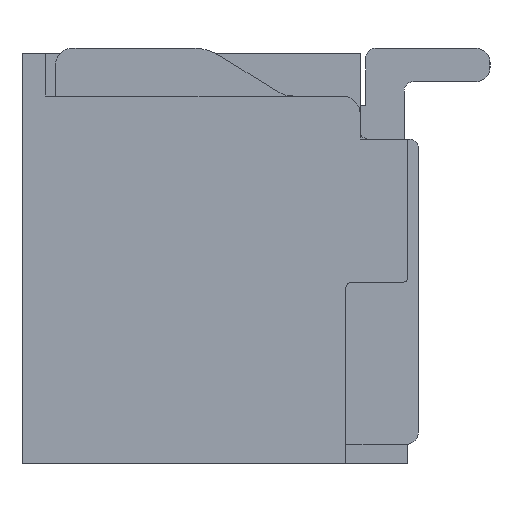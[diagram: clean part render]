
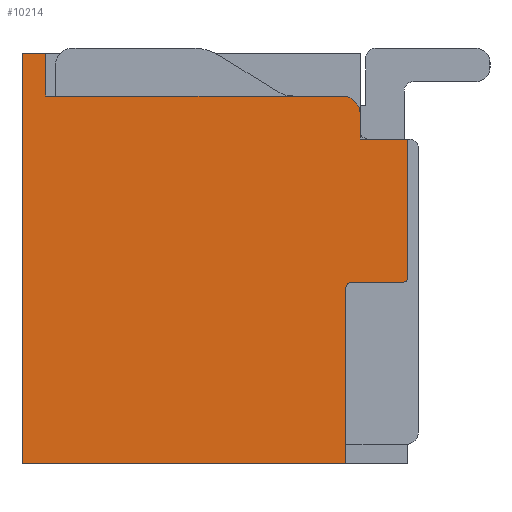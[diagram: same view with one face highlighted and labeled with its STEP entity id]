
A CAD part, left-side view. The second image highlights one B-rep face of the part: STEP entity #10214.
In plain terms, the highlighted planar face has unit normal (-1, 0, 0).
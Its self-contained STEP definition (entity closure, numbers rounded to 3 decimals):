
#117=DIRECTION('',(0.,0.,1.));
#118=VECTOR('',#117,1.448);
#119=CARTESIAN_POINT('',(-7.875,0.,-0.198));
#120=LINE('',#119,#118);
#329=DIRECTION('',(0.,0.,1.));
#330=VECTOR('',#329,4.3);
#331=CARTESIAN_POINT('',(-7.875,4.04,-2.15));
#332=LINE('',#331,#330);
#801=CARTESIAN_POINT('',(-7.875,0.688,1.512));
#802=DIRECTION('',(1.,0.,0.));
#803=DIRECTION('',(0.,0.,1.));
#804=AXIS2_PLACEMENT_3D('',#801,#802,#803);
#806=DIRECTION('',(0.,0.,-1.));
#807=VECTOR('',#806,0.262);
#808=CARTESIAN_POINT('',(-7.875,0.5,1.512));
#809=LINE('',#808,#807);
#810=DIRECTION('',(0.,1.,0.));
#811=VECTOR('',#810,0.5);
#812=CARTESIAN_POINT('',(-7.875,0.,1.25));
#813=LINE('',#812,#811);
#814=CARTESIAN_POINT('',(-7.875,0.052,-0.198));
#815=DIRECTION('',(1.,0.,0.));
#816=DIRECTION('',(0.,-1.,0.));
#817=AXIS2_PLACEMENT_3D('',#814,#815,#816);
#819=DIRECTION('',(0.,-1.,0.));
#820=VECTOR('',#819,0.538);
#821=CARTESIAN_POINT('',(-7.875,0.59,-0.25));
#822=LINE('',#821,#820);
#823=CARTESIAN_POINT('',(-7.875,0.59,-0.31));
#824=DIRECTION('',(1.,0.,0.));
#825=DIRECTION('',(0.,1.,0.));
#826=AXIS2_PLACEMENT_3D('',#823,#824,#825);
#828=DIRECTION('',(0.,0.,1.));
#829=VECTOR('',#828,1.84);
#830=CARTESIAN_POINT('',(-7.875,0.65,-2.15));
#831=LINE('',#830,#829);
#832=DIRECTION('',(0.,1.,0.));
#833=VECTOR('',#832,3.39);
#834=CARTESIAN_POINT('',(-7.875,0.65,-2.15));
#835=LINE('',#834,#833);
#836=DIRECTION('',(0.,0.,-1.));
#837=VECTOR('',#836,0.45);
#838=CARTESIAN_POINT('',(-7.875,3.79,2.15));
#839=LINE('',#838,#837);
#840=DIRECTION('',(0.,1.,0.));
#841=VECTOR('',#840,3.102);
#842=CARTESIAN_POINT('',(-7.875,0.688,1.7));
#843=LINE('',#842,#841);
#1426=DIRECTION('',(0.,1.,0.));
#1427=VECTOR('',#1426,0.25);
#1428=CARTESIAN_POINT('',(-7.875,3.79,2.15));
#1429=LINE('',#1428,#1427);
#7327=CARTESIAN_POINT('',(-7.875,4.04,-2.15));
#7328=CARTESIAN_POINT('',(-7.875,4.04,2.15));
#7329=VERTEX_POINT('',#7327);
#7330=VERTEX_POINT('',#7328);
#7493=CARTESIAN_POINT('',(-7.875,0.,1.25));
#7494=CARTESIAN_POINT('',(-7.875,0.5,1.25));
#7495=VERTEX_POINT('',#7493);
#7496=VERTEX_POINT('',#7494);
#7745=CARTESIAN_POINT('',(-7.875,0.688,1.7));
#7747=VERTEX_POINT('',#7745);
#7749=CARTESIAN_POINT('',(-7.875,3.79,1.7));
#7751=VERTEX_POINT('',#7749);
#7753=CARTESIAN_POINT('',(-7.875,0.65,-0.31));
#7755=VERTEX_POINT('',#7753);
#7757=CARTESIAN_POINT('',(-7.875,0.59,-0.25));
#7759=VERTEX_POINT('',#7757);
#7761=CARTESIAN_POINT('',(-7.875,0.052,-0.25));
#7763=VERTEX_POINT('',#7761);
#7801=CARTESIAN_POINT('',(-7.875,0.,-0.198));
#7803=VERTEX_POINT('',#7801);
#7805=CARTESIAN_POINT('',(-7.875,0.5,1.512));
#7806=VERTEX_POINT('',#7805);
#7807=CARTESIAN_POINT('',(-7.875,3.79,2.15));
#7808=VERTEX_POINT('',#7807);
#7809=CARTESIAN_POINT('',(-7.875,0.65,-2.15));
#7810=VERTEX_POINT('',#7809);
#10183=CARTESIAN_POINT('',(-7.875,0.,-2.15));
#10184=DIRECTION('',(-1.,0.,0.));
#10185=DIRECTION('',(0.,0.,1.));
#10186=AXIS2_PLACEMENT_3D('',#10183,#10184,#10185);
#10187=PLANE('',#10186);
#10189=ORIENTED_EDGE('',*,*,#10188,.T.);
#10191=ORIENTED_EDGE('',*,*,#10190,.T.);
#10193=ORIENTED_EDGE('',*,*,#10192,.F.);
#10194=ORIENTED_EDGE('',*,*,#9698,.F.);
#10196=ORIENTED_EDGE('',*,*,#10195,.T.);
#10198=ORIENTED_EDGE('',*,*,#10197,.F.);
#10200=ORIENTED_EDGE('',*,*,#10199,.F.);
#10202=ORIENTED_EDGE('',*,*,#10201,.F.);
#10204=ORIENTED_EDGE('',*,*,#10203,.T.);
#10205=ORIENTED_EDGE('',*,*,#9932,.T.);
#10207=ORIENTED_EDGE('',*,*,#10206,.F.);
#10209=ORIENTED_EDGE('',*,*,#10208,.T.);
#10211=ORIENTED_EDGE('',*,*,#10210,.F.);
#10212=EDGE_LOOP('',(#10189,#10191,#10193,#10194,#10196,#10198,#10200,#10202,
#10204,#10205,#10207,#10209,#10211));
#10213=FACE_OUTER_BOUND('',#10212,.F.);
#805=CIRCLE('',#804,0.188);
#818=CIRCLE('',#817,0.052);
#827=CIRCLE('',#826,0.06);
#9698=EDGE_CURVE('',#7803,#7495,#120,.T.);
#9932=EDGE_CURVE('',#7329,#7330,#332,.T.);
#10188=EDGE_CURVE('',#7747,#7806,#805,.T.);
#10190=EDGE_CURVE('',#7806,#7496,#809,.T.);
#10192=EDGE_CURVE('',#7495,#7496,#813,.T.);
#10195=EDGE_CURVE('',#7803,#7763,#818,.T.);
#10197=EDGE_CURVE('',#7759,#7763,#822,.T.);
#10199=EDGE_CURVE('',#7755,#7759,#827,.T.);
#10201=EDGE_CURVE('',#7810,#7755,#831,.T.);
#10203=EDGE_CURVE('',#7810,#7329,#835,.T.);
#10206=EDGE_CURVE('',#7808,#7330,#1429,.T.);
#10208=EDGE_CURVE('',#7808,#7751,#839,.T.);
#10210=EDGE_CURVE('',#7747,#7751,#843,.T.);
#10214=ADVANCED_FACE('',(#10213),#10187,.T.);
